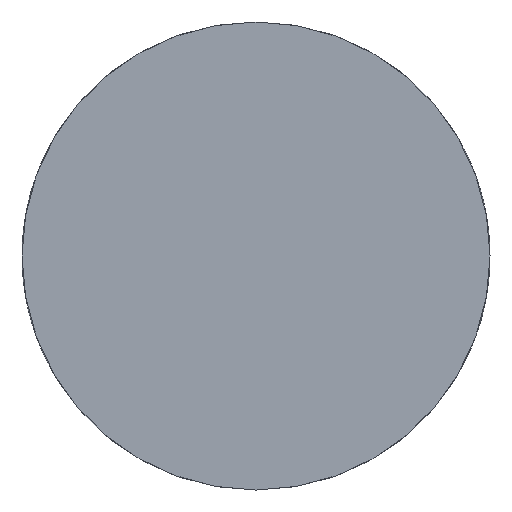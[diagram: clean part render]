
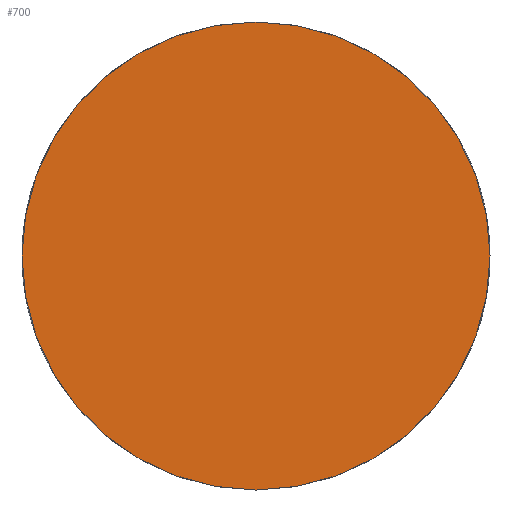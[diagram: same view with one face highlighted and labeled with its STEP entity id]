
A CAD part, left-side view. The second image highlights one B-rep face of the part: STEP entity #700.
In plain terms, the highlighted planar face has unit normal (-1, 0, 0).
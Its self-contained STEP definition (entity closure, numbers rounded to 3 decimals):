
#10 = CARTESIAN_POINT ( 'NONE',  ( 0., 0., 0. ) ) ;
#40 = DIRECTION ( 'NONE',  ( 0., 0., -1. ) ) ;
#100 = DIRECTION ( 'NONE',  ( 0., 0., -1. ) ) ;
#172 = ORIENTED_EDGE ( 'NONE', *, *, #1188, .F. ) ;
#186 = AXIS2_PLACEMENT_3D ( 'NONE', #10, #194, #1306 ) ;
#194 = DIRECTION ( 'NONE',  ( 1., 0., 0. ) ) ;
#227 = VERTEX_POINT ( 'NONE', #1259 ) ;
#241 = VERTEX_POINT ( 'NONE', #2360 ) ;
#608 = PLANE ( 'NONE',  #186 ) ;
#700 = ADVANCED_FACE ( 'NONE', ( #942 ), #608, .F. ) ;
#853 = AXIS2_PLACEMENT_3D ( 'NONE', #1961, #1546, #40 ) ;
#942 = FACE_OUTER_BOUND ( 'NONE', #1476, .T. ) ;
#1188 = EDGE_CURVE ( 'NONE', #241, #227, #1314, .T. ) ;
#1243 = CIRCLE ( 'NONE', #1594, 100. ) ;
#1259 = CARTESIAN_POINT ( 'NONE',  ( 0., 0., 100. ) ) ;
#1306 = DIRECTION ( 'NONE',  ( 0., 0., -1. ) ) ;
#1314 = CIRCLE ( 'NONE', #853, 100. ) ;
#1476 = EDGE_LOOP ( 'NONE', ( #2006, #172 ) ) ;
#1546 = DIRECTION ( 'NONE',  ( 1., 0., 0. ) ) ;
#1594 = AXIS2_PLACEMENT_3D ( 'NONE', #2091, #1734, #100 ) ;
#1734 = DIRECTION ( 'NONE',  ( 1., 0., 0. ) ) ;
#1961 = CARTESIAN_POINT ( 'NONE',  ( 0., 0., 0. ) ) ;
#2006 = ORIENTED_EDGE ( 'NONE', *, *, #2357, .F. ) ;
#2091 = CARTESIAN_POINT ( 'NONE',  ( 0., 0., 0. ) ) ;
#2357 = EDGE_CURVE ( 'NONE', #227, #241, #1243, .T. ) ;
#2360 = CARTESIAN_POINT ( 'NONE',  ( 0., 0., -100. ) ) ;
